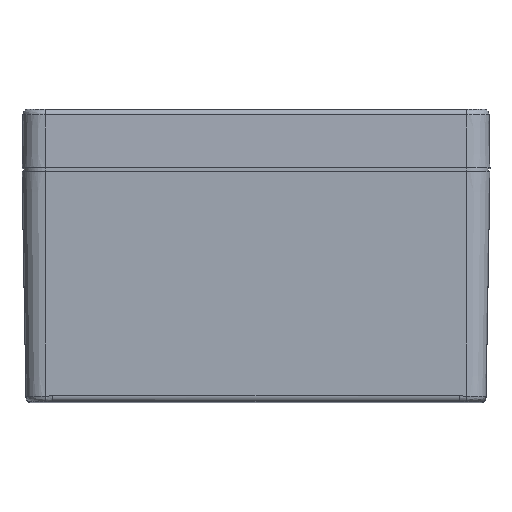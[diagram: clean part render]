
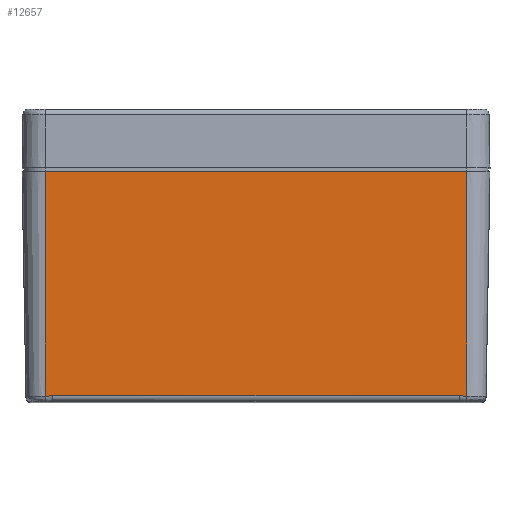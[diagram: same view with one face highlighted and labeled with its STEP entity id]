
A CAD part, top view. The second image highlights one B-rep face of the part: STEP entity #12657.
In plain terms, the highlighted planar face has unit normal (0, -0.018, 1).
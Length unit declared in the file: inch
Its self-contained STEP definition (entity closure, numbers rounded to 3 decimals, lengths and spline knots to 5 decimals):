
#8712 = CARTESIAN_POINT ( 'NONE',  ( -2.12587, 0.05496, 3.89696 ) ) ;
#8714 = CARTESIAN_POINT ( 'NONE',  ( -2.12587, 2.3231, 3.93655 ) ) ;
#8719 = CARTESIAN_POINT ( 'NONE',  ( 2.12609, 0.05496, 3.89696 ) ) ;
#8721 = CARTESIAN_POINT ( 'NONE',  ( 2.12609, 2.3231, 3.93655 ) ) ;
#8736 = CARTESIAN_POINT ( 'NONE',  ( -2.05007, 0.05829, 3.89702 ) ) ;
#8737 = CARTESIAN_POINT ( 'NONE',  ( 2.05029, 0.05829, 3.89702 ) ) ;
#10813 = EDGE_CURVE ( 'NONE', #17334, #17332, #25478, .T. ) ;
#10844 = EDGE_CURVE ( 'NONE', #17339, #17341, #25507, .T. ) ;
#10851 = EDGE_CURVE ( 'NONE', #17341, #17334, #25509, .T. ) ;
#10873 = EDGE_CURVE ( 'NONE', #17339, #17357, #27553, .T. ) ;
#10874 = EDGE_CURVE ( 'NONE', #17357, #17356, #25526, .T. ) ;
#10876 = EDGE_CURVE ( 'NONE', #17356, #17332, #27554, .T. ) ;
#12000 = ORIENTED_EDGE ( 'NONE', *, *, #10851, .T. ) ;
#12001 = ORIENTED_EDGE ( 'NONE', *, *, #10813, .T. ) ;
#12002 = ORIENTED_EDGE ( 'NONE', *, *, #10876, .F. ) ;
#12003 = ORIENTED_EDGE ( 'NONE', *, *, #10874, .F. ) ;
#12004 = ORIENTED_EDGE ( 'NONE', *, *, #10873, .F. ) ;
#12005 = ORIENTED_EDGE ( 'NONE', *, *, #10844, .T. ) ;
#12657 = ADVANCED_FACE ( 'NONE', ( #25644 ), #28093, .T. ) ;
#12927 = EDGE_LOOP ( 'NONE', ( #12000, #12001, #12002, #12003, #12004, #12005 ) ) ;
#17332 = VERTEX_POINT ( 'NONE', #8712 ) ;
#17334 = VERTEX_POINT ( 'NONE', #8714 ) ;
#17339 = VERTEX_POINT ( 'NONE', #8719 ) ;
#17341 = VERTEX_POINT ( 'NONE', #8721 ) ;
#17356 = VERTEX_POINT ( 'NONE', #8736 ) ;
#17357 = VERTEX_POINT ( 'NONE', #8737 ) ;
#25476 = VECTOR ( 'NONE', #26871, 39.37008 ) ;
#25478 = LINE ( 'NONE', #26848, #25476 ) ;
#25499 = VECTOR ( 'NONE', #27262, 39.37008 ) ;
#25501 = VECTOR ( 'NONE', #27367, 39.37008 ) ;
#25507 = LINE ( 'NONE', #27215, #25499 ) ;
#25509 = LINE ( 'NONE', #27366, #25501 ) ;
#25526 = LINE ( 'NONE', #27640, #25527 ) ;
#25527 = VECTOR ( 'NONE', #27641, 39.37008 ) ;
#25644 = FACE_OUTER_BOUND ( 'NONE', #12927, .T. ) ;
#26848 = CARTESIAN_POINT ( 'NONE',  ( -2.12587, 2.3231, 3.93655 ) ) ;
#26871 = DIRECTION ( 'NONE',  ( 0., -1., -0.017 ) ) ;
#27215 = CARTESIAN_POINT ( 'NONE',  ( 2.12609, 2.3231, 3.93655 ) ) ;
#27262 = DIRECTION ( 'NONE',  ( 0., 1., 0.017 ) ) ;
#27366 = CARTESIAN_POINT ( 'NONE',  ( 0.00011, 2.3231, 3.93655 ) ) ;
#27367 = DIRECTION ( 'NONE',  ( -1., 0., 0. ) ) ;
#27553 = B_SPLINE_CURVE_WITH_KNOTS ( 'NONE', 3,
 ( #27621, #27635, #27636, #27637, #27638, #27639 ),
 .UNSPECIFIED., .F., .F.,
 ( 4, 2, 4 ),
 ( 0., 0.5, 1. ),
 .UNSPECIFIED. ) ;
#27554 = B_SPLINE_CURVE_WITH_KNOTS ( 'NONE', 3,
 ( #27642, #27646, #27647, #27648, #27649, #27650, #27651, #27652, #27653, #27654 ),
 .UNSPECIFIED., .F., .F.,
 ( 4, 2, 2, 2, 4 ),
 ( 0., 0.08918, 0.30349, 0.64639, 1. ),
 .UNSPECIFIED. ) ;
#27621 = CARTESIAN_POINT ( 'NONE',  ( 2.12609, 0.05496, 3.89696 ) ) ;
#27635 = CARTESIAN_POINT ( 'NONE',  ( 2.11344, 0.05496, 3.89696 ) ) ;
#27636 = CARTESIAN_POINT ( 'NONE',  ( 2.10081, 0.05566, 3.89697 ) ) ;
#27637 = CARTESIAN_POINT ( 'NONE',  ( 2.07557, 0.05735, 3.897 ) ) ;
#27638 = CARTESIAN_POINT ( 'NONE',  ( 2.06293, 0.05829, 3.89702 ) ) ;
#27639 = CARTESIAN_POINT ( 'NONE',  ( 2.05029, 0.05829, 3.89702 ) ) ;
#27640 = CARTESIAN_POINT ( 'NONE',  ( 3.92147, 0.05829, 3.89702 ) ) ;
#27641 = DIRECTION ( 'NONE',  ( -1., 0., 0. ) ) ;
#27642 = CARTESIAN_POINT ( 'NONE',  ( -2.05007, 0.05829, 3.89702 ) ) ;
#27646 = CARTESIAN_POINT ( 'NONE',  ( -2.05233, 0.05829, 3.89702 ) ) ;
#27647 = CARTESIAN_POINT ( 'NONE',  ( -2.05459, 0.05826, 3.89701 ) ) ;
#27648 = CARTESIAN_POINT ( 'NONE',  ( -2.06226, 0.05807, 3.89701 ) ) ;
#27649 = CARTESIAN_POINT ( 'NONE',  ( -2.06768, 0.05781, 3.89701 ) ) ;
#27650 = CARTESIAN_POINT ( 'NONE',  ( -2.08175, 0.05696, 3.89699 ) ) ;
#27651 = CARTESIAN_POINT ( 'NONE',  ( -2.0904, 0.0563, 3.89698 ) ) ;
#27652 = CARTESIAN_POINT ( 'NONE',  ( -2.10799, 0.05529, 3.89696 ) ) ;
#27653 = CARTESIAN_POINT ( 'NONE',  ( -2.11693, 0.05496, 3.89696 ) ) ;
#27654 = CARTESIAN_POINT ( 'NONE',  ( -2.12587, 0.05496, 3.89696 ) ) ;
#28059 = CARTESIAN_POINT ( 'NONE',  ( 0.00011, 2.3231, 3.93655 ) ) ;
#28093 = PLANE ( 'NONE',  #29039 ) ;
#28106 = DIRECTION ( 'NONE',  ( 0., -0.017, 1. ) ) ;
#28107 = DIRECTION ( 'NONE',  ( 0., -1., -0.017 ) ) ;
#29039 = AXIS2_PLACEMENT_3D ( 'NONE', #28059, #28106, #28107 ) ;
